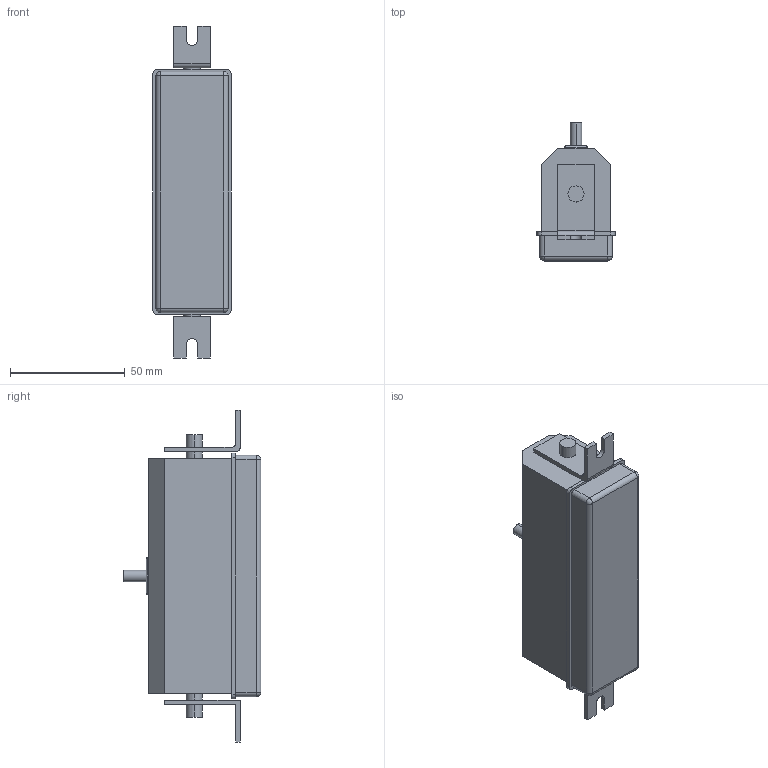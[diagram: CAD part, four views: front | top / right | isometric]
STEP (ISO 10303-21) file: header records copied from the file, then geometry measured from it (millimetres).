
FILE_DESCRIPTION((''),'2;1');
FILE_NAME('AIR30_F400316A','2007-03-08T',('Pepperl+Fuchs'),('Industriehansa'),'PRO/ENGINEER BY PARAMETRIC TECHNOLOGY CORPORATION, 2005290','PRO/ENGINEER BY PARAMETRIC TECHNOLOGY CORPORATION, 2005290','');
FILE_SCHEMA(('AUTOMOTIVE_DESIGN_CC2 { 1 2 10303 214 -1 1 5 2 }'));
Length unit declared in the file: millimetre
Products named in the file (1): AIR30_F400316A
Bounding box: 34 x 60 x 144.5 mm (x, y, z)
Volume: 152854.9 mm3; surface area: 23096.9 mm2
Topology: 1 solids, 1 shells, 90 faces, 213 edges, 138 vertices
Faces by surface type: plane 44, cylinder 34, sphere 8, torus 4
Entity records: 3290 total; most frequent: DIRECTION 471, CARTESIAN_POINT 436, ORIENTED_EDGE 420, PRESENTATION_STYLE_ASSIGNMENT 217, STYLED_ITEM 214, CURVE_STYLE 213, EDGE_CURVE 210, AXIS2_PLACEMENT_3D 167
